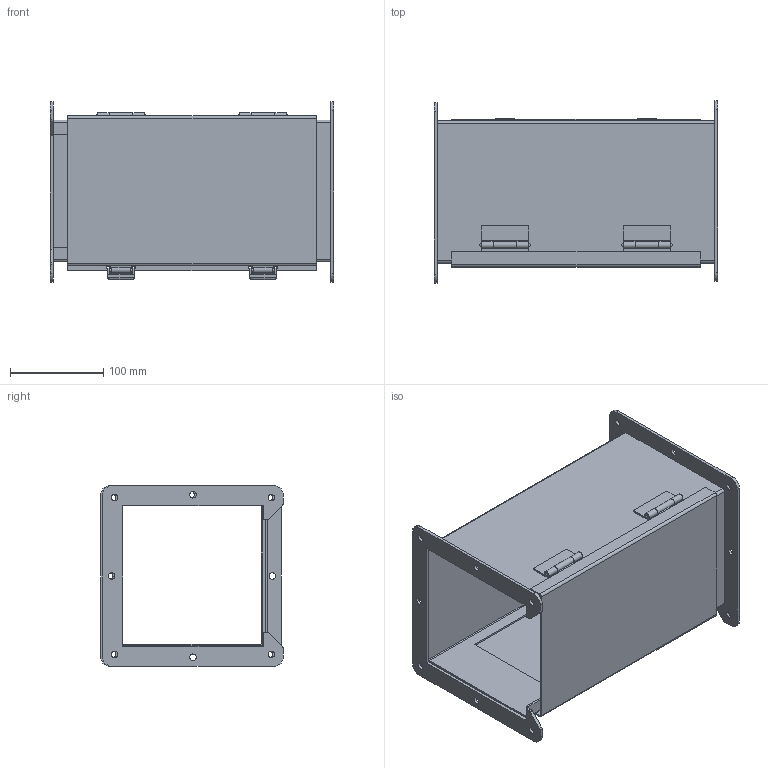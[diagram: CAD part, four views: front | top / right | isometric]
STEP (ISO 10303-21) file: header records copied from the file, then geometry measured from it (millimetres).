
FILE_DESCRIPTION (( 'STEP AP203' ), '1' );
FILE_NAME ('1485DZ12.step', '2020-11-19T14:38:48', ( 'ADC123' ), ( 'Microsoft' ), 'SwSTEP 2.0', 'SolidWorks 2019', '' );
FILE_SCHEMA (( 'CONFIG_CONTROL_DESIGN' ));
Length unit declared in the file: inch
Products named in the file (1): 1485DZ12
Bounding box: 304.8 x 195.78 x 193.68 mm (x, y, z)
Volume: 473423.5 mm3; surface area: 504583.2 mm2
Topology: 17 solids, 17 shells, 410 faces, 1096 edges, 724 vertices
Faces by surface type: plane 244, cylinder 162, bspline 4
Full cylindrical faces by diameter (mm): 3.175 x4, 3.302 x4, 3.969 x4, 4.166 x4, 4.763 x6, 7.137 x14
Entity records: 12789 total; most frequent: CARTESIAN_POINT 2301, DIRECTION 2184, ORIENTED_EDGE 2100, EDGE_CURVE 1050, AXIS2_PLACEMENT_3D 737, VERTEX_POINT 722, LINE 710, VECTOR 710
